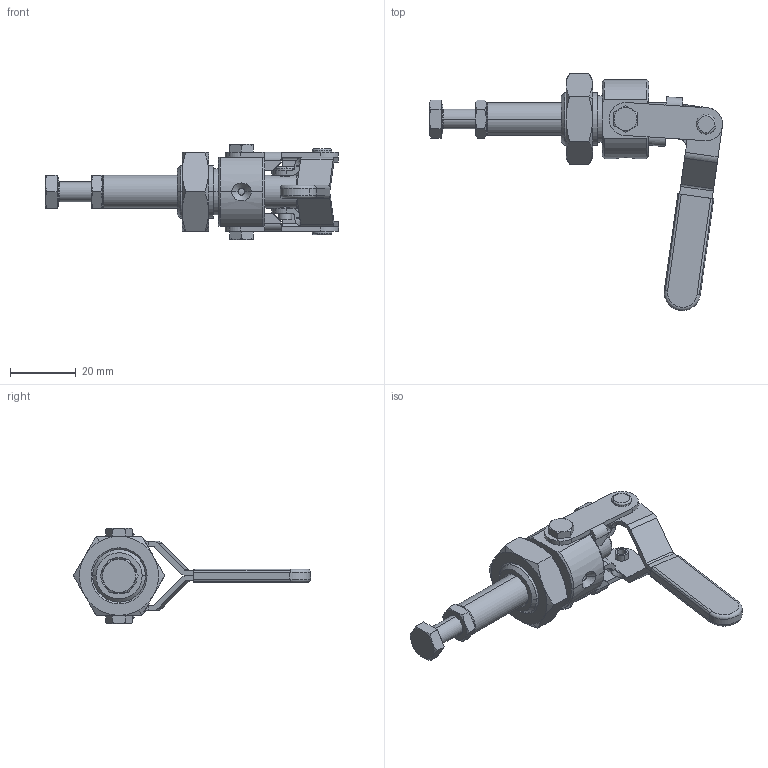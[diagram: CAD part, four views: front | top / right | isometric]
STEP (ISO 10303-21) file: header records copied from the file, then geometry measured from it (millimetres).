
FILE_DESCRIPTION((''),'2;1');
FILE_NAME('360.stp','2005-09-01T11:33:52',('CAD'),(''),'Autodesk Inventor 8','Autodesk Inventor 8','');
FILE_SCHEMA(('AUTOMOTIVE_DESIGN { 1 0 10303 214 1 1 1 1 }'));
Length unit declared in the file: millimetre
Products named in the file (1): Part22
Bounding box: 88.93 x 72 x 28.9 mm (x, y, z)
Volume: 18391.3 mm3; surface area: 10403.7 mm2
Topology: 1 solids, 7 shells, 351 faces, 877 edges, 544 vertices
Faces by surface type: plane 111, cylinder 87, cone 86, bspline 59, torus 8
Entity records: 11552 total; most frequent: CARTESIAN_POINT 3428, ORIENTED_EDGE 1742, DIRECTION 1688, EDGE_CURVE 871, AXIS2_PLACEMENT_3D 646, VERTEX_POINT 544, VECTOR 396, LINE 396
